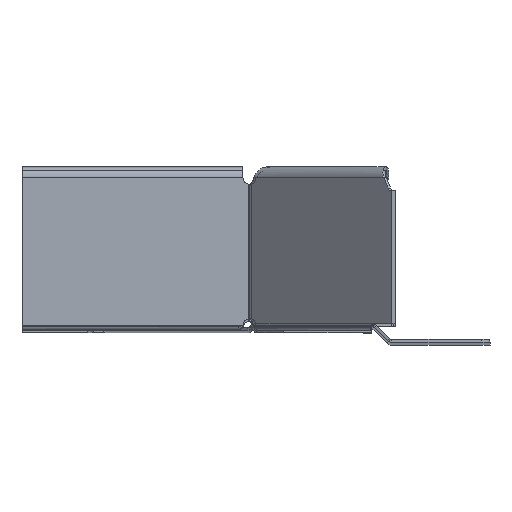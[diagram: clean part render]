
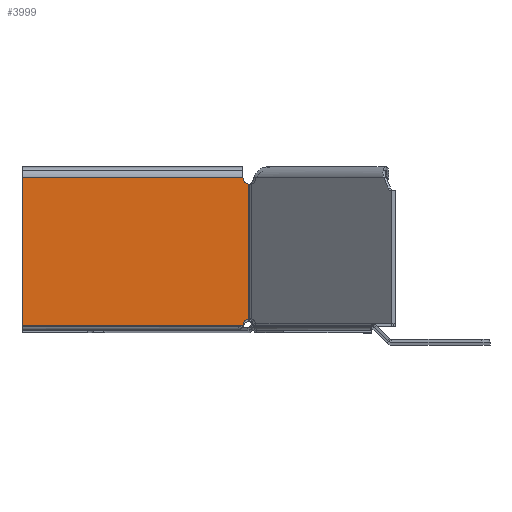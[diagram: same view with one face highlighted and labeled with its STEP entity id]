
A CAD part, top view. The second image highlights one B-rep face of the part: STEP entity #3999.
In plain terms, the highlighted face is planar.
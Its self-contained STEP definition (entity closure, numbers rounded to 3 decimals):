
#8 = VERTEX_POINT ( 'NONE', #2061 ) ;
#161 = VECTOR ( 'NONE', #2084, 1000. ) ;
#297 = DIRECTION ( 'NONE',  ( 0., 1., 0. ) ) ;
#337 = VECTOR ( 'NONE', #4727, 1000. ) ;
#402 = EDGE_CURVE ( 'NONE', #664, #5138, #4431, .T. ) ;
#411 = LINE ( 'NONE', #4285, #161 ) ;
#445 = CARTESIAN_POINT ( 'NONE',  ( -79.35, 53.25, -6.75 ) ) ;
#487 = CARTESIAN_POINT ( 'NONE',  ( -78.98, 51.031, -6.75 ) ) ;
#495 = CARTESIAN_POINT ( 'NONE',  ( -78.98, 0., -6.75 ) ) ;
#497 = VERTEX_POINT ( 'NONE', #1747 ) ;
#542 = ORIENTED_EDGE ( 'NONE', *, *, #3318, .T. ) ;
#664 = VERTEX_POINT ( 'NONE', #3481 ) ;
#1064 = ORIENTED_EDGE ( 'NONE', *, *, #2800, .F. ) ;
#1068 = CIRCLE ( 'NONE', #3530, 2.25 ) ;
#1076 = VECTOR ( 'NONE', #1465, 1000. ) ;
#1465 = DIRECTION ( 'NONE',  ( 1., 0., 0. ) ) ;
#1556 = EDGE_CURVE ( 'NONE', #4925, #5138, #4814, .T. ) ;
#1671 = CARTESIAN_POINT ( 'NONE',  ( -206.54, 0., -6.75 ) ) ;
#1747 = CARTESIAN_POINT ( 'NONE',  ( 0., 53.25, -6.75 ) ) ;
#2061 = CARTESIAN_POINT ( 'NONE',  ( -77.1, 1.75, -6.75 ) ) ;
#2084 = DIRECTION ( 'NONE',  ( 1., 0., 0. ) ) ;
#2175 = DIRECTION ( 'NONE',  ( 0., 1., 0. ) ) ;
#2178 = EDGE_CURVE ( 'NONE', #4925, #8, #1068, .T. ) ;
#2196 = DIRECTION ( 'NONE',  ( 0., 1., 0. ) ) ;
#2580 = CARTESIAN_POINT ( 'NONE',  ( -79.35, 1.75, -6.75 ) ) ;
#2695 = EDGE_CURVE ( 'NONE', #2725, #497, #5161, .T. ) ;
#2725 = VERTEX_POINT ( 'NONE', #3686 ) ;
#2752 = AXIS2_PLACEMENT_3D ( 'NONE', #1671, #2920, #297 ) ;
#2800 = EDGE_CURVE ( 'NONE', #8, #2725, #3143, .T. ) ;
#2920 = DIRECTION ( 'NONE',  ( 0., 0., 1. ) ) ;
#2948 = PLANE ( 'NONE',  #2752 ) ;
#3068 = AXIS2_PLACEMENT_3D ( 'NONE', #445, #4397, #2175 ) ;
#3143 = LINE ( 'NONE', #5363, #1076 ) ;
#3318 = EDGE_CURVE ( 'NONE', #664, #497, #411, .T. ) ;
#3481 = CARTESIAN_POINT ( 'NONE',  ( -77.1, 53.25, -6.75 ) ) ;
#3530 = AXIS2_PLACEMENT_3D ( 'NONE', #2580, #5113, #4803 ) ;
#3686 = CARTESIAN_POINT ( 'NONE',  ( 0., 1.75, -6.75 ) ) ;
#3999 = ADVANCED_FACE ( 'NONE', ( #5048 ), #2948, .F. ) ;
#4008 = ORIENTED_EDGE ( 'NONE', *, *, #402, .F. ) ;
#4142 = EDGE_LOOP ( 'NONE', ( #5253, #4008, #542, #5181, #1064, #5123 ) ) ;
#4285 = CARTESIAN_POINT ( 'NONE',  ( -206.54, 53.25, -6.75 ) ) ;
#4397 = DIRECTION ( 'NONE',  ( 0., 0., -1. ) ) ;
#4419 = CARTESIAN_POINT ( 'NONE',  ( 0., 0., -6.75 ) ) ;
#4431 = CIRCLE ( 'NONE', #3068, 2.25 ) ;
#4727 = DIRECTION ( 'NONE',  ( 0., 1., 0. ) ) ;
#4803 = DIRECTION ( 'NONE',  ( 0., 1., 0. ) ) ;
#4814 = LINE ( 'NONE', #495, #5524 ) ;
#4925 = VERTEX_POINT ( 'NONE', #5465 ) ;
#5048 = FACE_OUTER_BOUND ( 'NONE', #4142, .T. ) ;
#5113 = DIRECTION ( 'NONE',  ( 0., 0., -1. ) ) ;
#5123 = ORIENTED_EDGE ( 'NONE', *, *, #2178, .F. ) ;
#5138 = VERTEX_POINT ( 'NONE', #487 ) ;
#5161 = LINE ( 'NONE', #4419, #337 ) ;
#5181 = ORIENTED_EDGE ( 'NONE', *, *, #2695, .F. ) ;
#5253 = ORIENTED_EDGE ( 'NONE', *, *, #1556, .T. ) ;
#5363 = CARTESIAN_POINT ( 'NONE',  ( -206.54, 1.75, -6.75 ) ) ;
#5465 = CARTESIAN_POINT ( 'NONE',  ( -78.98, 3.969, -6.75 ) ) ;
#5524 = VECTOR ( 'NONE', #2196, 1000. ) ;
